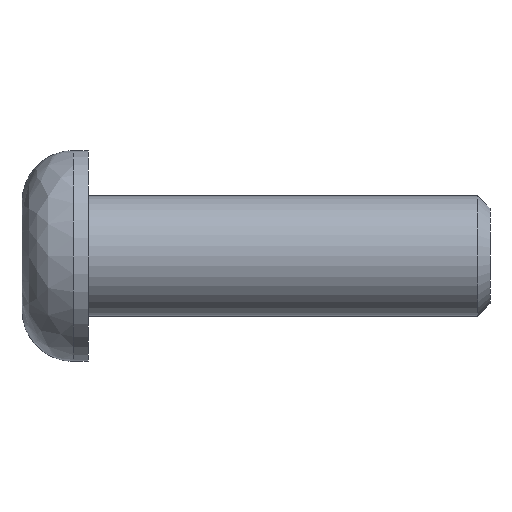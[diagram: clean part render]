
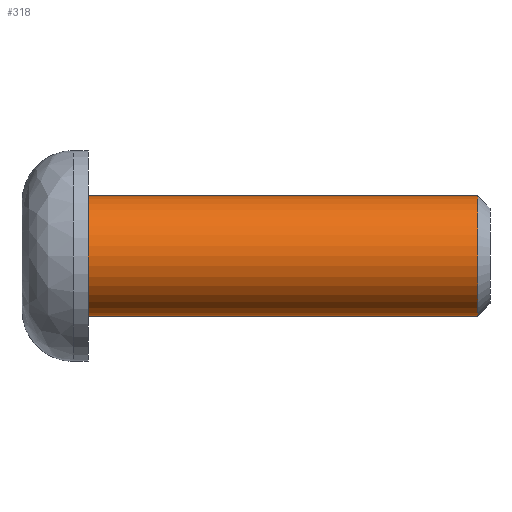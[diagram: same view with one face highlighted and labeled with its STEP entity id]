
A CAD part, front view. The second image highlights one B-rep face of the part: STEP entity #318.
In plain terms, the highlighted cylindrical face has radius 3 mm (diameter 6 mm), a partial arc.
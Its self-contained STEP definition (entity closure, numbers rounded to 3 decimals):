
#74 = CYLINDRICAL_SURFACE ( 'NONE', #848, 3. ) ;
#102 = VERTEX_POINT ( 'NONE', #613 ) ;
#318 = ADVANCED_FACE ( 'NONE', ( #856 ), #74, .T. ) ;
#337 = VERTEX_POINT ( 'NONE', #479 ) ;
#401 = ORIENTED_EDGE ( 'NONE', *, *, #1459, .T. ) ;
#417 = CARTESIAN_POINT ( 'NONE',  ( 0., 0., -3. ) ) ;
#452 = EDGE_CURVE ( 'NONE', #102, #501, #1733, .T. ) ;
#468 = VECTOR ( 'NONE', #1607, 1000. ) ;
#479 = CARTESIAN_POINT ( 'NONE',  ( 19.387, 0., 3. ) ) ;
#501 = VERTEX_POINT ( 'NONE', #417 ) ;
#559 = DIRECTION ( 'NONE',  ( -1., 0., 0. ) ) ;
#613 = CARTESIAN_POINT ( 'NONE',  ( 0., 0., 3. ) ) ;
#675 = CARTESIAN_POINT ( 'NONE',  ( 0., 0., 0. ) ) ;
#733 = EDGE_LOOP ( 'NONE', ( #1528, #1191, #1010, #401 ) ) ;
#770 = DIRECTION ( 'NONE',  ( 0., 0., -1. ) ) ;
#848 = AXIS2_PLACEMENT_3D ( 'NONE', #1819, #1683, #770 ) ;
#851 = CARTESIAN_POINT ( 'NONE',  ( 19.387, 0., 0. ) ) ;
#856 = FACE_OUTER_BOUND ( 'NONE', #733, .T. ) ;
#999 = EDGE_CURVE ( 'NONE', #102, #337, #1265, .T. ) ;
#1010 = ORIENTED_EDGE ( 'NONE', *, *, #1426, .T. ) ;
#1015 = CARTESIAN_POINT ( 'NONE',  ( 7., 0., -3. ) ) ;
#1083 = VERTEX_POINT ( 'NONE', #1428 ) ;
#1123 = AXIS2_PLACEMENT_3D ( 'NONE', #675, #1581, #1744 ) ;
#1191 = ORIENTED_EDGE ( 'NONE', *, *, #452, .T. ) ;
#1265 = LINE ( 'NONE', #1601, #1605 ) ;
#1426 = EDGE_CURVE ( 'NONE', #501, #1083, #1628, .T. ) ;
#1428 = CARTESIAN_POINT ( 'NONE',  ( 19.387, 0., -3. ) ) ;
#1459 = EDGE_CURVE ( 'NONE', #1083, #337, #1863, .T. ) ;
#1528 = ORIENTED_EDGE ( 'NONE', *, *, #999, .F. ) ;
#1581 = DIRECTION ( 'NONE',  ( 1., 0., 0. ) ) ;
#1601 = CARTESIAN_POINT ( 'NONE',  ( 7., 0., 3. ) ) ;
#1605 = VECTOR ( 'NONE', #1723, 1000. ) ;
#1607 = DIRECTION ( 'NONE',  ( 1., 0., 0. ) ) ;
#1628 = LINE ( 'NONE', #1015, #468 ) ;
#1683 = DIRECTION ( 'NONE',  ( 1., 0., 0. ) ) ;
#1723 = DIRECTION ( 'NONE',  ( 1., 0., 0. ) ) ;
#1733 = CIRCLE ( 'NONE', #1123, 3. ) ;
#1744 = DIRECTION ( 'NONE',  ( 0., 0., -1. ) ) ;
#1819 = CARTESIAN_POINT ( 'NONE',  ( 7., 0., 0. ) ) ;
#1863 = CIRCLE ( 'NONE', #1935, 3. ) ;
#1902 = DIRECTION ( 'NONE',  ( 0., 0., -1. ) ) ;
#1935 = AXIS2_PLACEMENT_3D ( 'NONE', #851, #559, #1902 ) ;
